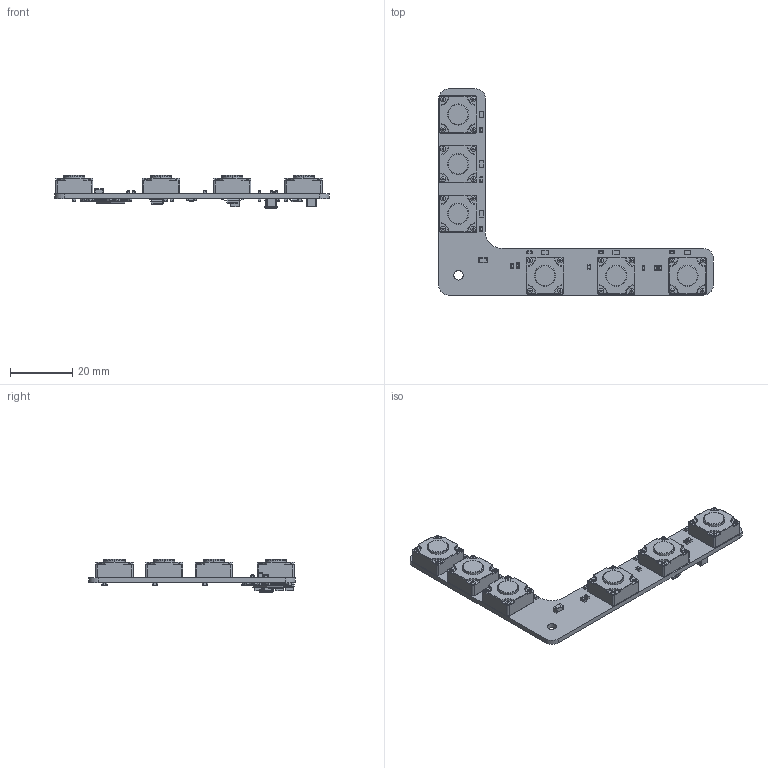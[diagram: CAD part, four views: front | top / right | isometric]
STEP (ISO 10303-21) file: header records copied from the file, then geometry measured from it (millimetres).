
FILE_DESCRIPTION(('Open CASCADE Model'),'2;1');
FILE_NAME('Open CASCADE Shape Model','2025-10-08T20:40:21',('Author'),( 'Open CASCADE'),'Open CASCADE STEP processor 7.5','Open CASCADE 7.5' ,'Unknown');
FILE_SCHEMA(('AUTOMOTIVE_DESIGN { 1 0 10303 214 1 1 1 1 }'));
Length unit declared in the file: millimetre
Products named in the file (93): PCB; Board; Open CASCADE STEP translator 7.5 2.1.1; R16; CRGCQ1206F39K; R18; NTC-0603-T0.9; Open CASCADE STEP translator 7.5 2.3.1.1; Open CASCADE STEP translator 7.5 2.3.1.2; R17; DD2; 6471952480; Open CASCADE STEP translator 6.8 11.1; Body; Open CASCADE STEP translator 6.8 11.2.1; Leader; D2; SOT-23; D1; SOT223-3; C22; CAPC-0603-T0.9-BN; Open CASCADE STEP translator 7.5 2.8.1.1; Open CASCADE STEP translator 7.5 2.8.1.2; C11; Cap_Murata_GRM32ER60J107ME20L_eec; C8; DD1; stm32f103c8t6; ZQ1; 6471939520; S6; button_3d_model; S5; S4; S3; S2; S1; R15; R13 ...
Assembly tree (149 placements, depth 5):
  PCB
    Board
      Open CASCADE STEP translator 7.5 2.1.1
    R16
      CRGCQ1206F39K
    R18
      NTC-0603-T0.9
        Open CASCADE STEP translator 7.5 2.3.1.1
        Open CASCADE STEP translator 7.5 2.3.1.2
    R17
      NTC-0603-T0.9
        Open CASCADE STEP translator 7.5 2.3.1.1
        Open CASCADE STEP translator 7.5 2.3.1.2
    DD2
      6471952480
        Open CASCADE STEP translator 6.8 11.1
        Body
          Open CASCADE STEP translator 6.8 11.2.1
        Leader  x8
    D2
      SOT-23
    D1
      SOT223-3
      SOT223-3
      SOT223-3
      SOT223-3
      SOT223-3
    C22
      CAPC-0603-T0.9-BN
        Open CASCADE STEP translator 7.5 2.8.1.1
        Open CASCADE STEP translator 7.5 2.8.1.2
    C11
      Cap_Murata_GRM32ER60J107ME20L_eec
      Cap_Murata_GRM32ER60J107ME20L_eec
      Cap_Murata_GRM32ER60J107ME20L_eec
    C8
      CAPC-0603-T0.9-BN
        Open CASCADE STEP translator 7.5 2.8.1.1
        Open CASCADE STEP translator 7.5 2.8.1.2
    DD1
      stm32f103c8t6
    ZQ1
      6471939520
    S6
      button_3d_model
    S5
      button_3d_model
    S4
      button_3d_model
    S3
      button_3d_model
    S2
      button_3d_model
    S1
      button_3d_model
    R15
      NTC-0603-T0.9
        Open CASCADE STEP translator 7.5 2.3.1.1
        Open CASCADE STEP translator 7.5 2.3.1.2
    R13
Bounding box: 88.5 x 66.5 x 10.65 mm (x, y, z)
Volume: 7979.2 mm3; surface area: 9112.8 mm2
Topology: 105 solids, 106 shells, 3791 faces, 9544 edges, 5911 vertices
Faces by surface type: plane 1674, cylinder 1369, sphere 390, torus 216, bspline 136, cone 6
Full cylindrical faces by diameter (mm): 0.5 x1, 3 x1
Entity records: 60593 total; most frequent: CARTESIAN_POINT 15467, ORIENTED_EDGE 8471, DIRECTION 8401, EDGE_CURVE 4236, LINE 2883, VECTOR 2883, AXIS2_PLACEMENT_3D 2759, VERTEX_POINT 2657
